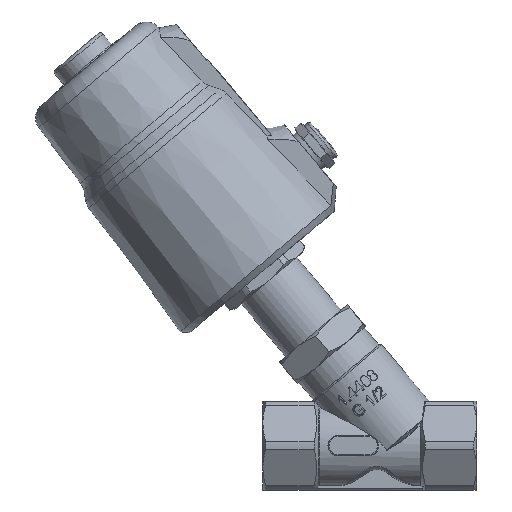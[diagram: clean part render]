
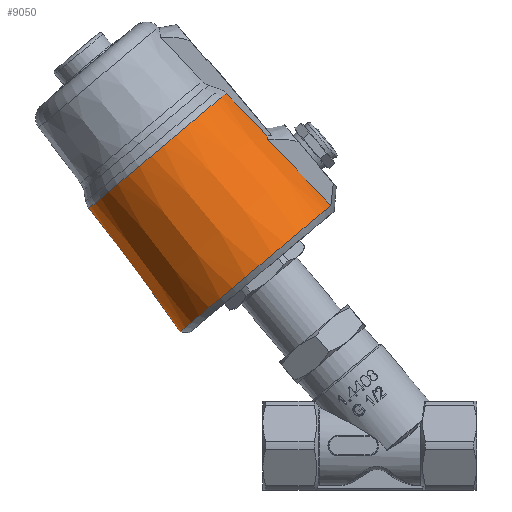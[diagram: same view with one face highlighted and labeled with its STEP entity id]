
A CAD part, left-side view. The second image highlights one B-rep face of the part: STEP entity #9050.
In plain terms, the highlighted conical face has half-angle 3.414 degrees and reference radius 29.475 mm.
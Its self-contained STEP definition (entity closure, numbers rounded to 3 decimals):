
#191=(
BOUNDED_CURVE()
B_SPLINE_CURVE(2,(#38487,#38488,#38489),.UNSPECIFIED.,.F.,.F.)
B_SPLINE_CURVE_WITH_KNOTS((3,3),(0.632,2.44),
 .UNSPECIFIED.)
CURVE()
GEOMETRIC_REPRESENTATION_ITEM()
RATIONAL_B_SPLINE_CURVE((1.,1.,1.))
REPRESENTATION_ITEM('')
);
#197=(
BOUNDED_CURVE()
B_SPLINE_CURVE(2,(#38520,#38521,#38522),.UNSPECIFIED.,.F.,.F.)
B_SPLINE_CURVE_WITH_KNOTS((3,3),(0.,1.713),.UNSPECIFIED.)
CURVE()
GEOMETRIC_REPRESENTATION_ITEM()
RATIONAL_B_SPLINE_CURVE((1.,1.,1.))
REPRESENTATION_ITEM('')
);
#198=(
BOUNDED_CURVE()
B_SPLINE_CURVE(2,(#38523,#38524,#38525),.UNSPECIFIED.,.F.,.F.)
B_SPLINE_CURVE_WITH_KNOTS((3,3),(0.,1.078),.UNSPECIFIED.)
CURVE()
GEOMETRIC_REPRESENTATION_ITEM()
RATIONAL_B_SPLINE_CURVE((1.,1.,1.))
REPRESENTATION_ITEM('')
);
#200=(
BOUNDED_CURVE()
B_SPLINE_CURVE(2,(#38574,#38575,#38576),.UNSPECIFIED.,.F.,.F.)
B_SPLINE_CURVE_WITH_KNOTS((3,3),(0.492,2.204),
 .UNSPECIFIED.)
CURVE()
GEOMETRIC_REPRESENTATION_ITEM()
RATIONAL_B_SPLINE_CURVE((1.,1.,1.))
REPRESENTATION_ITEM('')
);
#201=(
BOUNDED_CURVE()
B_SPLINE_CURVE(2,(#38577,#38578,#38579),.UNSPECIFIED.,.F.,.F.)
B_SPLINE_CURVE_WITH_KNOTS((3,3),(0.354,1.433),
 .UNSPECIFIED.)
CURVE()
GEOMETRIC_REPRESENTATION_ITEM()
RATIONAL_B_SPLINE_CURVE((1.,1.,1.))
REPRESENTATION_ITEM('')
);
#202=(
BOUNDED_CURVE()
B_SPLINE_CURVE(2,(#38582,#38583,#38584),.UNSPECIFIED.,.F.,.F.)
B_SPLINE_CURVE_WITH_KNOTS((3,3),(0.,1.808),.UNSPECIFIED.)
CURVE()
GEOMETRIC_REPRESENTATION_ITEM()
RATIONAL_B_SPLINE_CURVE((1.,1.,1.))
REPRESENTATION_ITEM('')
);
#1779=B_SPLINE_CURVE_WITH_KNOTS('',3,(#38499,#38500,#38501,#38502),
 .UNSPECIFIED.,.F.,.F.,(4,4),(3.068,3.242),
 .UNSPECIFIED.);
#1780=B_SPLINE_CURVE_WITH_KNOTS('',3,(#38507,#38508,#38509,#38510),
 .UNSPECIFIED.,.F.,.F.,(4,4),(1.198,1.372),
 .UNSPECIFIED.);
#2544=FACE_OUTER_BOUND('',#3131,.T.);
#3131=EDGE_LOOP('',(#7618,#7619,#7620,#7621,#7622,#7623,#7624,#7625,#7626,
#7627));
#3575=CIRCLE('',#9703,30.752);
#3576=CIRCLE('',#9705,27.97);
#4270=VERTEX_POINT('',#38477);
#4271=VERTEX_POINT('',#38486);
#4272=VERTEX_POINT('',#38494);
#4273=VERTEX_POINT('',#38498);
#4274=VERTEX_POINT('',#38506);
#4275=VERTEX_POINT('',#38515);
#4276=VERTEX_POINT('',#38519);
#4281=VERTEX_POINT('',#38567);
#4282=VERTEX_POINT('',#38573);
#4283=VERTEX_POINT('',#38580);
#5421=EDGE_CURVE('',#4271,#4270,#191,.T.);
#5424=EDGE_CURVE('',#4273,#4272,#1779,.T.);
#5426=EDGE_CURVE('',#4274,#4271,#1780,.T.);
#5429=EDGE_CURVE('',#4276,#4275,#197,.T.);
#5430=EDGE_CURVE('',#4276,#4272,#198,.T.);
#5438=EDGE_CURVE('',#4275,#4281,#3575,.T.);
#5439=EDGE_CURVE('',#4281,#4282,#200,.T.);
#5440=EDGE_CURVE('',#4274,#4282,#201,.T.);
#5441=EDGE_CURVE('',#4283,#4270,#3576,.T.);
#5442=EDGE_CURVE('',#4283,#4273,#202,.T.);
#7618=ORIENTED_EDGE('',*,*,#5438,.T.);
#7619=ORIENTED_EDGE('',*,*,#5439,.T.);
#7620=ORIENTED_EDGE('',*,*,#5440,.F.);
#7621=ORIENTED_EDGE('',*,*,#5426,.T.);
#7622=ORIENTED_EDGE('',*,*,#5421,.T.);
#7623=ORIENTED_EDGE('',*,*,#5441,.F.);
#7624=ORIENTED_EDGE('',*,*,#5442,.T.);
#7625=ORIENTED_EDGE('',*,*,#5424,.T.);
#7626=ORIENTED_EDGE('',*,*,#5430,.F.);
#7627=ORIENTED_EDGE('',*,*,#5429,.T.);
#8678=CONICAL_SURFACE('',#9704,29.475,3.414);
#9050=ADVANCED_FACE('',(#2544),#8678,.T.);
#9703=AXIS2_PLACEMENT_3D('',#38571,#11190,#11191);
#9704=AXIS2_PLACEMENT_3D('',#38572,#11192,#11193);
#9705=AXIS2_PLACEMENT_3D('',#38581,#11194,#11195);
#11190=DIRECTION('center_axis',(0.,0.643,
0.766));
#11191=DIRECTION('ref_axis',(0.,-0.766,0.643));
#11192=DIRECTION('center_axis',(0.,-0.643,
-0.766));
#11193=DIRECTION('ref_axis',(0.,-0.766,0.643));
#11194=DIRECTION('center_axis',(0.,0.643,
0.766));
#11195=DIRECTION('ref_axis',(0.,0.766,-0.643));
#38477=CARTESIAN_POINT('',(-8.5,43.667,107.202));
#38486=CARTESIAN_POINT('',(-8.5,31.292,94.196));
#38487=CARTESIAN_POINT('Ctrl Pts',(-8.5,31.292,94.196));
#38488=CARTESIAN_POINT('Ctrl Pts',(-8.5,37.606,100.833));
#38489=CARTESIAN_POINT('Ctrl Pts',(-8.5,43.667,107.202));
#38494=CARTESIAN_POINT('',(10.,31.057,93.22));
#38498=CARTESIAN_POINT('',(8.5,31.292,94.196));
#38499=CARTESIAN_POINT('Ctrl Pts',(8.5,31.292,94.196));
#38500=CARTESIAN_POINT('Ctrl Pts',(9.024,31.222,93.891));
#38501=CARTESIAN_POINT('Ctrl Pts',(9.526,31.144,93.563));
#38502=CARTESIAN_POINT('Ctrl Pts',(10.,31.057,93.22));
#38506=CARTESIAN_POINT('',(-10.,31.057,93.22));
#38507=CARTESIAN_POINT('Ctrl Pts',(-10.,31.057,93.22));
#38508=CARTESIAN_POINT('Ctrl Pts',(-9.526,31.144,93.563));
#38509=CARTESIAN_POINT('Ctrl Pts',(-9.024,31.222,93.891));
#38510=CARTESIAN_POINT('Ctrl Pts',(-8.5,31.292,94.196));
#38515=CARTESIAN_POINT('',(10.,11.837,73.053));
#38519=CARTESIAN_POINT('',(10.,23.587,85.384));
#38520=CARTESIAN_POINT('Ctrl Pts',(10.,23.587,85.384));
#38521=CARTESIAN_POINT('Ctrl Pts',(10.,17.822,79.335));
#38522=CARTESIAN_POINT('Ctrl Pts',(10.,11.837,73.053));
#38523=CARTESIAN_POINT('Ctrl Pts',(10.,23.587,85.384));
#38524=CARTESIAN_POINT('Ctrl Pts',(10.,27.368,89.351));
#38525=CARTESIAN_POINT('Ctrl Pts',(10.,31.057,93.22));
#38567=CARTESIAN_POINT('',(-10.,11.837,73.053));
#38571=CARTESIAN_POINT('Origin',(0.,34.114,54.36));
#38572=CARTESIAN_POINT('Origin',(0.,47.868,
70.753));
#38573=CARTESIAN_POINT('',(-10.,23.587,85.384));
#38574=CARTESIAN_POINT('Ctrl Pts',(-10.,11.837,73.053));
#38575=CARTESIAN_POINT('Ctrl Pts',(-10.,17.822,79.335));
#38576=CARTESIAN_POINT('Ctrl Pts',(-10.,23.587,85.384));
#38577=CARTESIAN_POINT('Ctrl Pts',(-10.,31.057,93.22));
#38578=CARTESIAN_POINT('Ctrl Pts',(-10.,27.368,89.351));
#38579=CARTESIAN_POINT('Ctrl Pts',(-10.,23.587,85.384));
#38580=CARTESIAN_POINT('',(8.5,43.667,107.202));
#38581=CARTESIAN_POINT('Origin',(0.,64.08,
90.073));
#38582=CARTESIAN_POINT('Ctrl Pts',(8.5,43.667,107.202));
#38583=CARTESIAN_POINT('Ctrl Pts',(8.5,37.606,100.833));
#38584=CARTESIAN_POINT('Ctrl Pts',(8.5,31.292,94.196));
